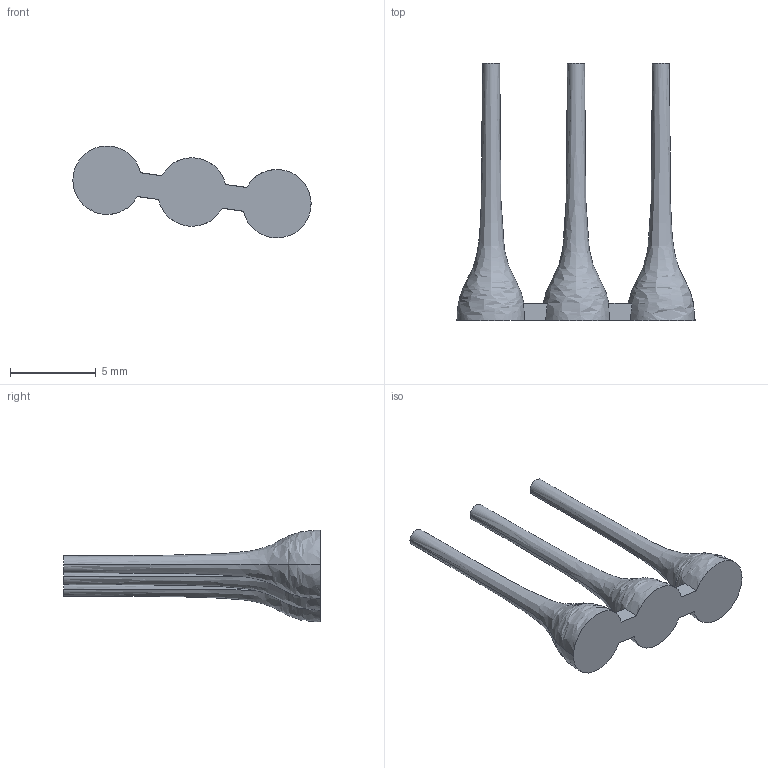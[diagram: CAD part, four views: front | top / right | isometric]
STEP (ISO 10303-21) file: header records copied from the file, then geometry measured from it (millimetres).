
FILE_DESCRIPTION (( 'STEP AP203' ), '1' );
FILE_NAME ('convex_cones.STEP', '2023-12-17T17:26:14', ( '' ), ( '' ), 'SwSTEP 2.0', 'SolidWorks 2022', '' );
FILE_SCHEMA (( 'CONFIG_CONTROL_DESIGN' ));
Length unit declared in the file: millimetre
Products named in the file (1): convex_cones
Bounding box: 13.91 x 15 x 5.37 mm (x, y, z)
Volume: 127.4 mm3; surface area: 280.7 mm2
Topology: 1 solids, 1 shells, 16 faces, 42 edges, 28 vertices
Faces by surface type: plane 10, bspline 6
Entity records: 759 total; most frequent: CARTESIAN_POINT 315, ORIENTED_EDGE 84, DIRECTION 70, EDGE_CURVE 42, AXIS2_PLACEMENT_3D 31, VERTEX_POINT 28, CIRCLE 20, FACE_OUTER_BOUND 16
